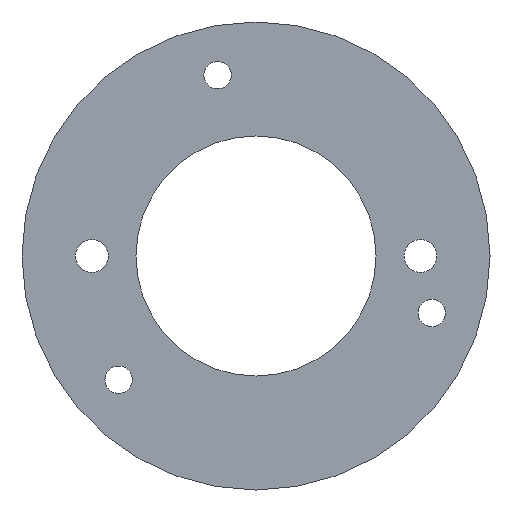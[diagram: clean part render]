
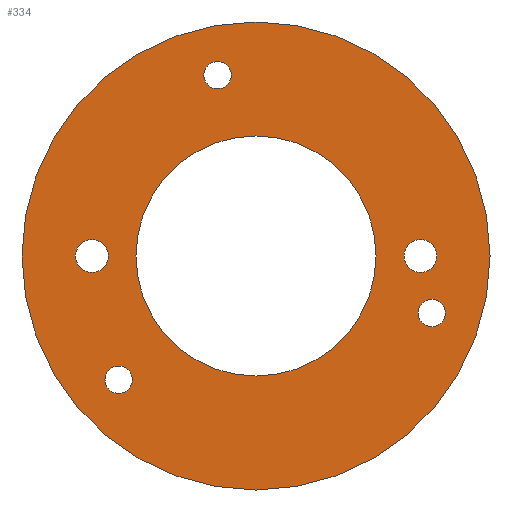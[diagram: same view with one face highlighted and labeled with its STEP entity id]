
A CAD part, front view. The second image highlights one B-rep face of the part: STEP entity #334.
In plain terms, the highlighted planar face has unit normal (0, -1, 0).
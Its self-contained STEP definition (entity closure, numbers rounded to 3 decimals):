
#29=FACE_BOUND('',#73,.T.);
#30=FACE_BOUND('',#74,.T.);
#31=FACE_BOUND('',#75,.T.);
#32=FACE_BOUND('',#76,.T.);
#33=FACE_BOUND('',#77,.T.);
#34=FACE_BOUND('',#78,.T.);
#42=PLANE('',#378);
#50=FACE_OUTER_BOUND('',#72,.T.);
#72=EDGE_LOOP('',(#253));
#73=EDGE_LOOP('',(#254));
#74=EDGE_LOOP('',(#255));
#75=EDGE_LOOP('',(#256));
#76=EDGE_LOOP('',(#257));
#77=EDGE_LOOP('',(#258));
#78=EDGE_LOOP('',(#259));
#134=CIRCLE('',#372,14.625);
#135=CIRCLE('',#374,28.5);
#138=CIRCLE('',#379,1.666);
#139=CIRCLE('',#380,1.666);
#140=CIRCLE('',#381,1.666);
#141=CIRCLE('',#382,2.);
#142=CIRCLE('',#383,2.);
#165=VERTEX_POINT('',#550);
#166=VERTEX_POINT('',#554);
#169=VERTEX_POINT('',#563);
#170=VERTEX_POINT('',#565);
#171=VERTEX_POINT('',#567);
#172=VERTEX_POINT('',#569);
#173=VERTEX_POINT('',#571);
#196=EDGE_CURVE('',#165,#165,#134,.T.);
#197=EDGE_CURVE('',#166,#166,#135,.T.);
#201=EDGE_CURVE('',#169,#169,#138,.F.);
#202=EDGE_CURVE('',#170,#170,#139,.F.);
#203=EDGE_CURVE('',#171,#171,#140,.F.);
#204=EDGE_CURVE('',#172,#172,#141,.T.);
#205=EDGE_CURVE('',#173,#173,#142,.T.);
#253=ORIENTED_EDGE('',*,*,#197,.T.);
#254=ORIENTED_EDGE('',*,*,#201,.T.);
#255=ORIENTED_EDGE('',*,*,#202,.T.);
#256=ORIENTED_EDGE('',*,*,#203,.T.);
#257=ORIENTED_EDGE('',*,*,#204,.T.);
#258=ORIENTED_EDGE('',*,*,#205,.T.);
#259=ORIENTED_EDGE('',*,*,#196,.T.);
#334=ADVANCED_FACE('',(#50,#29,#30,#31,#32,#33,#34),#42,.F.);
#372=AXIS2_PLACEMENT_3D('',#552,#436,#437);
#374=AXIS2_PLACEMENT_3D('',#555,#440,#441);
#378=AXIS2_PLACEMENT_3D('',#562,#449,#450);
#379=AXIS2_PLACEMENT_3D('',#564,#451,#452);
#380=AXIS2_PLACEMENT_3D('',#566,#453,#454);
#381=AXIS2_PLACEMENT_3D('',#568,#455,#456);
#382=AXIS2_PLACEMENT_3D('',#570,#457,#458);
#383=AXIS2_PLACEMENT_3D('',#572,#459,#460);
#436=DIRECTION('center_axis',(0.,1.,0.));
#437=DIRECTION('ref_axis',(1.,0.,0.));
#440=DIRECTION('center_axis',(0.,-1.,0.));
#441=DIRECTION('ref_axis',(1.,0.,0.));
#449=DIRECTION('center_axis',(0.,1.,0.));
#450=DIRECTION('ref_axis',(1.,0.,0.));
#451=DIRECTION('center_axis',(0.,-1.,0.));
#452=DIRECTION('ref_axis',(1.,0.,0.));
#453=DIRECTION('center_axis',(0.,-1.,0.));
#454=DIRECTION('ref_axis',(1.,0.,0.));
#455=DIRECTION('center_axis',(0.,-1.,0.));
#456=DIRECTION('ref_axis',(1.,0.,0.));
#457=DIRECTION('center_axis',(0.,1.,0.));
#458=DIRECTION('ref_axis',(0.,0.,1.));
#459=DIRECTION('center_axis',(0.,1.,0.));
#460=DIRECTION('ref_axis',(0.,0.,1.));
#550=CARTESIAN_POINT('',(-14.625,-2.7,0.));
#552=CARTESIAN_POINT('Origin',(0.,-2.7,0.));
#554=CARTESIAN_POINT('',(-28.5,-2.7,0.));
#555=CARTESIAN_POINT('Origin',(0.,-2.7,0.));
#562=CARTESIAN_POINT('Origin',(0.,-2.7,0.));
#563=CARTESIAN_POINT('',(19.749,-2.7,-6.957));
#564=CARTESIAN_POINT('Origin',(21.415,-2.7,-6.957));
#565=CARTESIAN_POINT('',(-6.349,-2.7,22.025));
#566=CARTESIAN_POINT('Origin',(-4.683,-2.7,22.025));
#567=CARTESIAN_POINT('',(-18.398,-2.7,-15.068));
#568=CARTESIAN_POINT('Origin',(-16.732,-2.7,-15.068));
#569=CARTESIAN_POINT('',(20.029,-2.7,-2.));
#570=CARTESIAN_POINT('Origin',(20.029,-2.7,0.));
#571=CARTESIAN_POINT('',(-19.993,-2.7,-2.004));
#572=CARTESIAN_POINT('Origin',(-19.993,-2.7,-0.004));
